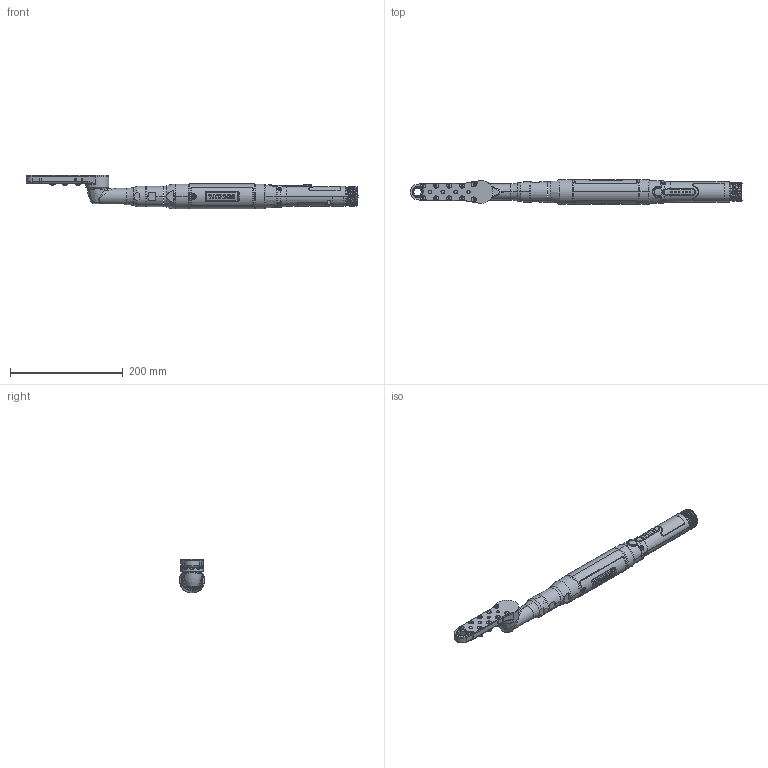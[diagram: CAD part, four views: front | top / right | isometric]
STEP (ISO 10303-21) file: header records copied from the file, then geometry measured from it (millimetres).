
FILE_DESCRIPTION((''),'2;1');
FILE_NAME('EB33LC173-30','2021-05-12T13:54:36',('CEG0317'),(''),'CREO PARAMETRIC BY PTC INC, 2017380','CREO PARAMETRIC BY PTC INC, 2017380','');
FILE_SCHEMA(('CONFIG_CONTROL_DESIGN'));
Products named in the file (1): EB33LC173-30
Bounding box: 589.87 x 45.57 x 60.28 mm (x, y, z)
Surface area: 116008.1 mm2 (no closed solid volume)
Topology: 0 solids, 207 shells, 873 faces, 4260 edges, 3495 vertices
Faces by surface type: plane 250, cylinder 233, bspline 204, cone 115, torus 49, extrusion 18, sphere 4
Entity records: 68629 total; most frequent: CARTESIAN_POINT 39352, ORIENTED_EDGE 5452, DIRECTION 4905, EDGE_CURVE 4258, VERTEX_POINT 3495, B_SPLINE_CURVE_WITH_KNOTS 1807, AXIS2_PLACEMENT_3D 1767, VECTOR 1371
